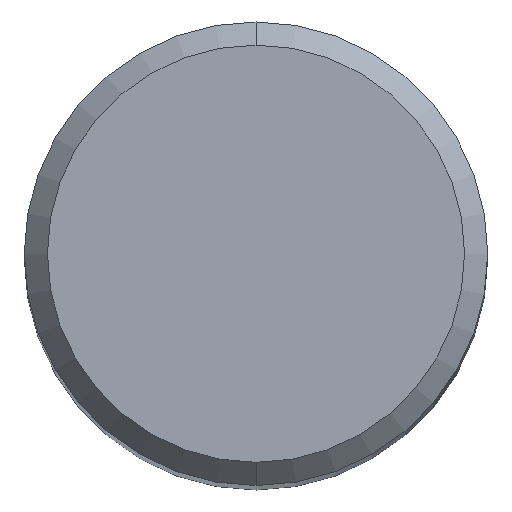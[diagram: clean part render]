
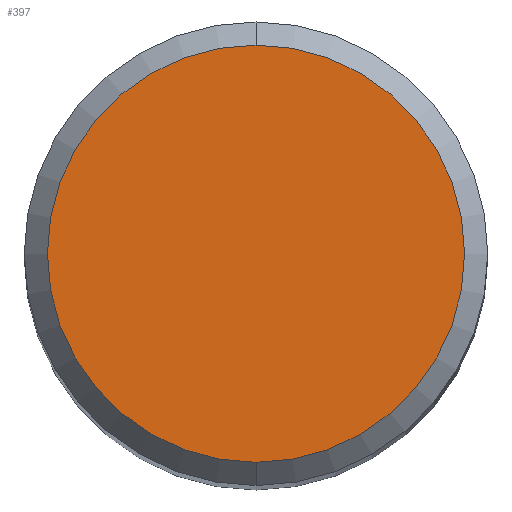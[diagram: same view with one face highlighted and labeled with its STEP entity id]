
A CAD part, top view. The second image highlights one B-rep face of the part: STEP entity #397.
In plain terms, the highlighted planar face has unit normal (0, 0, 1).
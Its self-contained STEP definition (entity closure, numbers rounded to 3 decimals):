
#239=EDGE_CURVE('',#365,#363,#555,.T.);
#347=EDGE_CURVE('',#363,#365,#673,.T.);
#363=VERTEX_POINT('',#689);
#365=VERTEX_POINT('',#691);
#397=ADVANCED_FACE('',(#725),#726,.T.);
#555=CIRCLE('',#988,4.5);
#673=CIRCLE('',#1257,4.5);
#689=CARTESIAN_POINT('',(0.0,4.5,0.0));
#691=CARTESIAN_POINT('',(0.,-4.5,0.0));
#725=FACE_OUTER_BOUND('',#1375,.T.);
#726=PLANE('',#1376);
#988=AXIS2_PLACEMENT_3D('',#1572,#1573,#1574);
#1257=AXIS2_PLACEMENT_3D('',#1701,#1702,#1703);
#1375=EDGE_LOOP('',(#1738,#1739));
#1376=AXIS2_PLACEMENT_3D('',#1740,#1741,#1742);
#1572=CARTESIAN_POINT('',(0.0,0.0,0.0));
#1573=DIRECTION('',(0.0,0.0,-1.0));
#1574=DIRECTION('',(0.0,1.0,0.0));
#1701=CARTESIAN_POINT('',(0.0,0.0,0.0));
#1702=DIRECTION('',(0.0,0.0,-1.0));
#1703=DIRECTION('',(0.0,1.0,0.0));
#1738=ORIENTED_EDGE('',*,*,#347,.F.);
#1739=ORIENTED_EDGE('',*,*,#239,.F.);
#1740=CARTESIAN_POINT('',(0.0,2.25,0.0));
#1741=DIRECTION('',(-0.0,0.0,1.0));
#1742=DIRECTION('',(0.0,-1.0,0.0));
